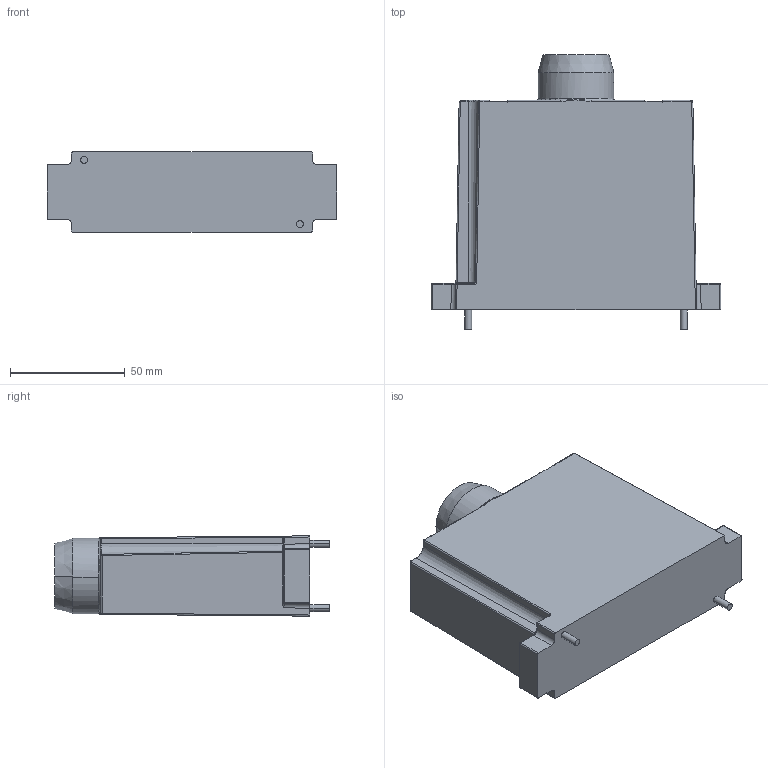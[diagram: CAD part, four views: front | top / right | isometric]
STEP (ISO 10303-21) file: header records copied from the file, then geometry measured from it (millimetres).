
FILE_DESCRIPTION((''),'2;1');
FILE_NAME('OSV250D-AL_SW0001','2024-09-19T09:08:10',('FIANLEH10'),(''),'CREO PARAMETRIC BY PTC INC, 2022364','CREO PARAMETRIC BY PTC INC, 2022364','');
FILE_SCHEMA(('AUTOMOTIVE_DESIGN { 1 0 10303 214 1 1 1 1 }'));
Length unit declared in the file: millimetre
Products named in the file (1): OSV250D-AL_SW0001
Bounding box: 126 x 119.75 x 35 mm (x, y, z)
Volume: 335804 mm3; surface area: 35512.6 mm2
Topology: 1 solids, 2 shells, 272 faces, 684 edges, 426 vertices
Faces by surface type: plane 153, cylinder 71, bspline 20, cone 13, sphere 8, torus 6, extrusion 1
Entity records: 12054 total; most frequent: CARTESIAN_POINT 3140, ORIENTED_EDGE 1352, DIRECTION 1276, EDGE_CURVE 676, VECTOR 461, LINE 460, VERTEX_POINT 426, AXIS2_PLACEMENT_3D 406
